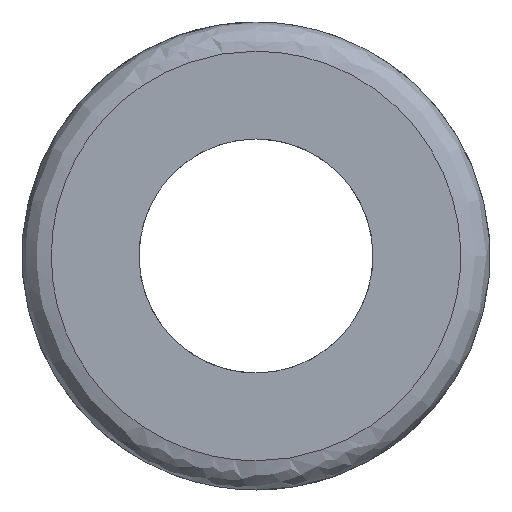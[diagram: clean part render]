
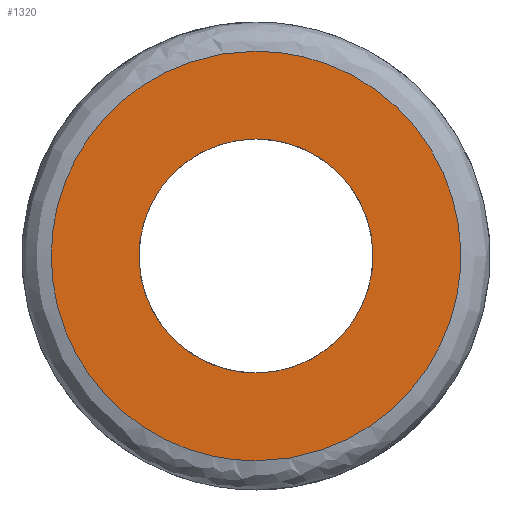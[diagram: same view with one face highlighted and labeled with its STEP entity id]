
A CAD part, left-side view. The second image highlights one B-rep face of the part: STEP entity #1320.
In plain terms, the highlighted free-form (B-spline) face has degree [1, 1] with [2, 2] control points.
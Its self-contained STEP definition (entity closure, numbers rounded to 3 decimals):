
#120 = CARTESIAN_POINT ('', (0., 0., -2.));
#130 = VERTEX_POINT ('', #120);
#190 = CARTESIAN_POINT ('', (0., 0., 2.));
#200 = VERTEX_POINT ('', #190);
#210 = CARTESIAN_POINT ('', (0., 0., -2.));
#220 = CARTESIAN_POINT ('', (0., -4., -2.));
#230 = CARTESIAN_POINT ('', (0., -4., 2.));
#240 = CARTESIAN_POINT ('', (0., 0., 2.));
#250 = (
   BOUNDED_CURVE ()
   B_SPLINE_CURVE (3, (#210, #220, #230, #240), .UNSPECIFIED., .F., .U.)
   B_SPLINE_CURVE_WITH_KNOTS ((4, 4), (0., 1.), .UNSPECIFIED.)
   CURVE ()
   GEOMETRIC_REPRESENTATION_ITEM ()
   RATIONAL_B_SPLINE_CURVE ((1., 0.333, 0.333, 1.))
   REPRESENTATION_ITEM ('')
);
#260 = EDGE_CURVE ('', #130, #200, #250, .T.);
#280 = CARTESIAN_POINT ('', (0., 0., 2.));
#290 = CARTESIAN_POINT ('', (0., 4., 2.));
#300 = CARTESIAN_POINT ('', (0., 4., -2.));
#310 = CARTESIAN_POINT ('', (0., 0., -2.));
#320 = (
   BOUNDED_CURVE ()
   B_SPLINE_CURVE (3, (#280, #290, #300, #310), .UNSPECIFIED., .F., .U.)
   B_SPLINE_CURVE_WITH_KNOTS ((4, 4), (0., 1.), .UNSPECIFIED.)
   CURVE ()
   GEOMETRIC_REPRESENTATION_ITEM ()
   RATIONAL_B_SPLINE_CURVE ((1., 0.333, 0.333, 1.))
   REPRESENTATION_ITEM ('')
);
#330 = EDGE_CURVE ('', #200, #130, #320, .T.);
#610 = CARTESIAN_POINT ('', (0., 0., -3.5));
#620 = VERTEX_POINT ('', #610);
#630 = CARTESIAN_POINT ('', (0., 0., 3.5));
#640 = VERTEX_POINT ('', #630);
#650 = CARTESIAN_POINT ('', (0., 0., -3.5));
#660 = CARTESIAN_POINT ('', (0., -0.443, -3.5));
#670 = CARTESIAN_POINT ('', (0., -0.873, -3.418));
#680 = CARTESIAN_POINT ('', (0., -1.288, -3.254));
#690 = CARTESIAN_POINT ('', (0., -1.735, -3.078));
#700 = CARTESIAN_POINT ('', (0., -2.13, -2.819));
#710 = CARTESIAN_POINT ('', (0., -2.475, -2.475));
#720 = CARTESIAN_POINT ('', (0., -2.815, -2.136));
#730 = CARTESIAN_POINT ('', (0., -3.074, -1.741));
#740 = CARTESIAN_POINT ('', (0., -3.254, -1.288));
#750 = CARTESIAN_POINT ('', (0., -3.417, -0.878));
#760 = CARTESIAN_POINT ('', (0., -3.499, -0.449));
#770 = CARTESIAN_POINT ('', (0., -3.5, 0.));
#780 = CARTESIAN_POINT ('', (0., -3.501, 0.442));
#790 = CARTESIAN_POINT ('', (0., -3.419, 0.871));
#800 = CARTESIAN_POINT ('', (0., -3.254, 1.288));
#810 = CARTESIAN_POINT ('', (0., -3.078, 1.735));
#820 = CARTESIAN_POINT ('', (0., -2.819, 2.13));
#830 = CARTESIAN_POINT ('', (0., -2.475, 2.475));
#840 = CARTESIAN_POINT ('', (0., -2.136, 2.815));
#850 = CARTESIAN_POINT ('', (0., -1.741, 3.074));
#860 = CARTESIAN_POINT ('', (0., -1.288, 3.254));
#870 = CARTESIAN_POINT ('', (0., -0.876, 3.418));
#880 = CARTESIAN_POINT ('', (0., -0.447, 3.5));
#890 = CARTESIAN_POINT ('', (0., 0., 3.5));
#900 = B_SPLINE_CURVE_WITH_KNOTS ('', 3, (#650, #660, #670, #680, #690, #700, #710, #720, #730, #740, #750, #760, #770, #780, #790, #800, #810, #820, #830, #840, #850, #860, #870, #880, #890), .UNSPECIFIED., .F., .U., (4, 3, 3, 3, 3, 3, 3, 3, 4), (0., 0.125, 0.25, 0.375, 0.5, 0.625, 0.75, 0.875, 1.), .UNSPECIFIED.);
#910 = EDGE_CURVE ('', #620, #640, #900, .T.);
#920 = ORIENTED_EDGE ('', *, *, #910, .T.);
#930 = CARTESIAN_POINT ('', (0., 0., 3.5));
#940 = CARTESIAN_POINT ('', (0., 0.459, 3.5));
#950 = CARTESIAN_POINT ('', (0., 0.902, 3.412));
#960 = CARTESIAN_POINT ('', (0., 1.33, 3.237));
#970 = CARTESIAN_POINT ('', (0., 1.765, 3.06));
#980 = CARTESIAN_POINT ('', (0., 2.15, 2.802));
#990 = CARTESIAN_POINT ('', (0., 2.486, 2.464));
#1000 = CARTESIAN_POINT ('', (0., 2.804, 2.144));
#1010 = CARTESIAN_POINT ('', (0., 3.051, 1.774));
#1020 = CARTESIAN_POINT ('', (0., 3.228, 1.352));
#1030 = CARTESIAN_POINT ('', (0., 3.409, 0.923));
#1040 = CARTESIAN_POINT ('', (0., 3.499, 0.473));
#1050 = CARTESIAN_POINT ('', (0., 3.5, 0.));
#1060 = CARTESIAN_POINT ('', (0., 3.501, -0.465));
#1070 = CARTESIAN_POINT ('', (0., 3.41, -0.916));
#1080 = CARTESIAN_POINT ('', (0., 3.228, -1.352));
#1090 = CARTESIAN_POINT ('', (0., 3.055, -1.768));
#1100 = CARTESIAN_POINT ('', (0., 2.808, -2.138));
#1110 = CARTESIAN_POINT ('', (0., 2.486, -2.464));
#1120 = CARTESIAN_POINT ('', (0., 2.156, -2.798));
#1130 = CARTESIAN_POINT ('', (0., 1.771, -3.055));
#1140 = CARTESIAN_POINT ('', (0., 1.33, -3.237));
#1150 = CARTESIAN_POINT ('', (0., 0.906, -3.412));
#1160 = CARTESIAN_POINT ('', (0., 0.463, -3.5));
#1170 = CARTESIAN_POINT ('', (0., 0., -3.5));
#1180 = B_SPLINE_CURVE_WITH_KNOTS ('', 3, (#930, #940, #950, #960, #970, #980, #990, #1000, #1010, #1020, #1030, #1040, #1050, #1060, #1070, #1080, #1090, #1100, #1110, #1120, #1130, #1140, #1150, #1160, #1170), .UNSPECIFIED., .F., .U., (4, 3, 3, 3, 3, 3, 3, 3, 4), (0., 0.125, 0.25, 0.375, 0.5, 0.625, 0.75, 0.875, 1.), .UNSPECIFIED.);
#1190 = EDGE_CURVE ('', #640, #620, #1180, .T.);
#1200 = ORIENTED_EDGE ('', *, *, #1190, .T.);
#1210 = EDGE_LOOP ('', (#920, #1200));
#1220 = FACE_OUTER_BOUND ('', #1210, .T.);
#1230 = ORIENTED_EDGE ('', *, *, #260, .F.);
#1240 = ORIENTED_EDGE ('', *, *, #330, .F.);
#1250 = EDGE_LOOP ('', (#1230, #1240));
#1260 = FACE_BOUND ('', #1250, .T.);
#1270 = CARTESIAN_POINT ('', (0., 3.543, 3.542));
#1280 = CARTESIAN_POINT ('', (0., -3.542, 3.542));
#1290 = CARTESIAN_POINT ('', (0., 3.543, -3.542));
#1300 = CARTESIAN_POINT ('', (0., -3.542, -3.542));
#1310 = B_SPLINE_SURFACE_WITH_KNOTS ('', 1, 1, ((#1270, #1280), (#1290, #1300)), .UNSPECIFIED., .F., .F., .U., (2, 2), (2, 2), (0., 1.), (0., 1.), .UNSPECIFIED.);
#1320 = ADVANCED_FACE ('', (#1220, #1260), #1310, .T.);
